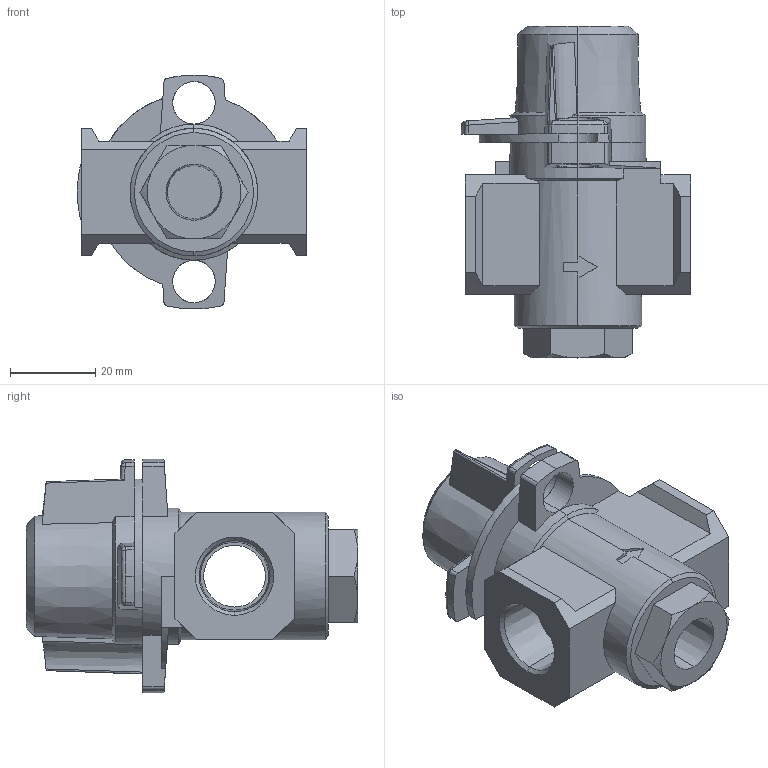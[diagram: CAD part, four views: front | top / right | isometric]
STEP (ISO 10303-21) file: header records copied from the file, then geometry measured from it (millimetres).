
FILE_DESCRIPTION (( 'STEP AP214' ), '1' );
FILE_NAME ('VHS30-F03-B.step.step', '2012-07-13T04:35:35', ( 'sysadmin' ), ( 'solidworks' ), 'SwSTEP 2.0', 'SolidWorks 2012', '' );
FILE_SCHEMA (( 'AUTOMOTIVE_DESIGN' ));
Length unit declared in the file: millimetre
Products named in the file (3): VHS30-F03-B.step; VHS30-F03-B.step_VHS3035BA Handle_30-B; VHS30-F03-B.step_VHS3035BA Body_30
Assembly tree (2 placements, depth 2):
  VHS30-F03-B.step
    VHS30-F03-B.step_VHS3035BA Body_30
    VHS30-F03-B.step_VHS3035BA Handle_30-B
Bounding box: 53.93 x 78 x 54.92 mm (x, y, z)
Volume: 64349.2 mm3; surface area: 18969.7 mm2
Topology: 2 solids, 2 shells, 167 faces, 438 edges, 275 vertices
Faces by surface type: plane 80, cone 39, cylinder 31, bspline 10, sphere 4, torus 3
Entity records: 5585 total; most frequent: CARTESIAN_POINT 1567, ORIENTED_EDGE 876, DIRECTION 766, EDGE_CURVE 438, AXIS2_PLACEMENT_3D 280, VERTEX_POINT 275, LINE 206, VECTOR 206
